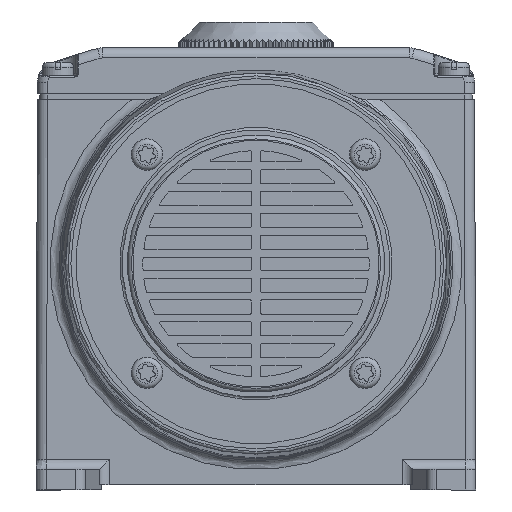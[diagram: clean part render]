
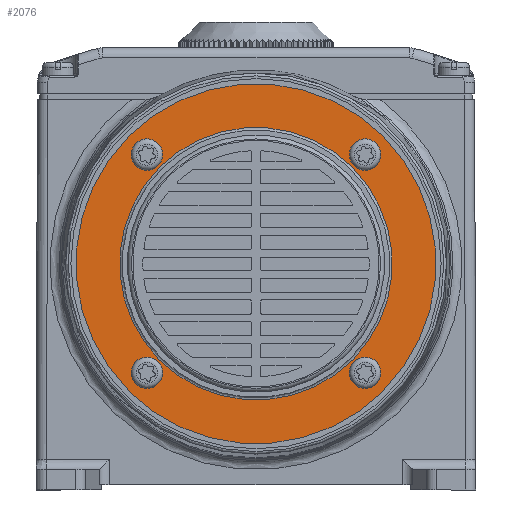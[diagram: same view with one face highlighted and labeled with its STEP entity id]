
A CAD part, left-side view. The second image highlights one B-rep face of the part: STEP entity #2076.
In plain terms, the highlighted planar face has unit normal (-1, 0, 0).
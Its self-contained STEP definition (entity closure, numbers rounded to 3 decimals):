
#2076 = ADVANCED_FACE( '', ( #4615, #4616, #4617, #4618, #4619, #4620 ), #4621, .F. );
#4615 = FACE_OUTER_BOUND( '', #8653, .T. );
#4616 = FACE_BOUND( '', #8654, .T. );
#4617 = FACE_BOUND( '', #8655, .T. );
#4618 = FACE_BOUND( '', #8656, .T. );
#4619 = FACE_BOUND( '', #8657, .T. );
#4620 = FACE_BOUND( '', #8658, .T. );
#4621 = PLANE( '', #8659 );
#8653 = EDGE_LOOP( '', ( #16252 ) );
#8654 = EDGE_LOOP( '', ( #16253 ) );
#8655 = EDGE_LOOP( '', ( #16254 ) );
#8656 = EDGE_LOOP( '', ( #16255 ) );
#8657 = EDGE_LOOP( '', ( #16256 ) );
#8658 = EDGE_LOOP( '', ( #16257 ) );
#8659 = AXIS2_PLACEMENT_3D( '', #16258, #16259, #16260 );
#16252 = ORIENTED_EDGE( '', *, *, #20411, .T. );
#16253 = ORIENTED_EDGE( '', *, *, #19953, .T. );
#16254 = ORIENTED_EDGE( '', *, *, #22235, .T. );
#16255 = ORIENTED_EDGE( '', *, *, #22236, .T. );
#16256 = ORIENTED_EDGE( '', *, *, #20071, .T. );
#16257 = ORIENTED_EDGE( '', *, *, #22237, .T. );
#16258 = CARTESIAN_POINT( '', ( -63.2, -18.385, 61.385 ) );
#16259 = DIRECTION( '', ( 1., 0., 0. ) );
#16260 = DIRECTION( '', ( 0., 1., 0. ) );
#19953 = EDGE_CURVE( '', #23744, #23744, #23745, .T. );
#20071 = EDGE_CURVE( '', #23949, #23949, #23950, .T. );
#20411 = EDGE_CURVE( '', #24524, #24524, #24525, .T. );
#22235 = EDGE_CURVE( '', #27243, #27243, #27244, .T. );
#22236 = EDGE_CURVE( '', #27245, #27245, #27246, .T. );
#22237 = EDGE_CURVE( '', #27247, #27247, #27248, .T. );
#23744 = VERTEX_POINT( '', #29184 );
#23745 = CIRCLE( '', #29185, 26.5 );
#23949 = VERTEX_POINT( '', #29534 );
#23950 = CIRCLE( '', #29535, 3.05 );
#24524 = VERTEX_POINT( '', #30706 );
#24525 = CIRCLE( '', #30707, 35. );
#27243 = VERTEX_POINT( '', #35633 );
#27244 = CIRCLE( '', #35634, 3.05 );
#27245 = VERTEX_POINT( '', #35635 );
#27246 = CIRCLE( '', #35636, 3.05 );
#27247 = VERTEX_POINT( '', #35637 );
#27248 = CIRCLE( '', #35638, 3.05 );
#29184 = CARTESIAN_POINT( '', ( -63.2, -18.738, 24.262 ) );
#29185 = AXIS2_PLACEMENT_3D( '', #37416, #37417, #37418 );
#29534 = CARTESIAN_POINT( '', ( -63.2, 19.057, 62.057 ) );
#29535 = AXIS2_PLACEMENT_3D( '', #37577, #37578, #37579 );
#30706 = CARTESIAN_POINT( '', ( -63.2, -24.749, 18.251 ) );
#30707 = AXIS2_PLACEMENT_3D( '', #38024, #38025, #38026 );
#35633 = CARTESIAN_POINT( '', ( -63.2, -19.057, 23.943 ) );
#35634 = AXIS2_PLACEMENT_3D( '', #40323, #40324, #40325 );
#35635 = CARTESIAN_POINT( '', ( -63.2, 19.057, 19.63 ) );
#35636 = AXIS2_PLACEMENT_3D( '', #40326, #40327, #40328 );
#35637 = CARTESIAN_POINT( '', ( -63.2, -23.37, 62.057 ) );
#35638 = AXIS2_PLACEMENT_3D( '', #40329, #40330, #40331 );
#37416 = CARTESIAN_POINT( '', ( -63.2, 0., 43. ) );
#37417 = DIRECTION( '', ( 1., 0., 0. ) );
#37418 = DIRECTION( '', ( 0., -0.707, -0.707 ) );
#37577 = CARTESIAN_POINT( '', ( -63.2, 21.213, 64.213 ) );
#37578 = DIRECTION( '', ( 1., 0., 0. ) );
#37579 = DIRECTION( '', ( 0., -0.707, -0.707 ) );
#38024 = CARTESIAN_POINT( '', ( -63.2, 0., 43. ) );
#38025 = DIRECTION( '', ( -1., 0., 0. ) );
#38026 = DIRECTION( '', ( 0., -0.707, -0.707 ) );
#40323 = CARTESIAN_POINT( '', ( -63.2, -21.213, 21.787 ) );
#40324 = DIRECTION( '', ( 1., 0., 0. ) );
#40325 = DIRECTION( '', ( 0., 0.707, 0.707 ) );
#40326 = CARTESIAN_POINT( '', ( -63.2, 21.213, 21.787 ) );
#40327 = DIRECTION( '', ( 1., 0., 0. ) );
#40328 = DIRECTION( '', ( 0., -0.707, -0.707 ) );
#40329 = CARTESIAN_POINT( '', ( -63.2, -21.213, 64.213 ) );
#40330 = DIRECTION( '', ( 1., 0., 0. ) );
#40331 = DIRECTION( '', ( 0., -0.707, -0.707 ) );
